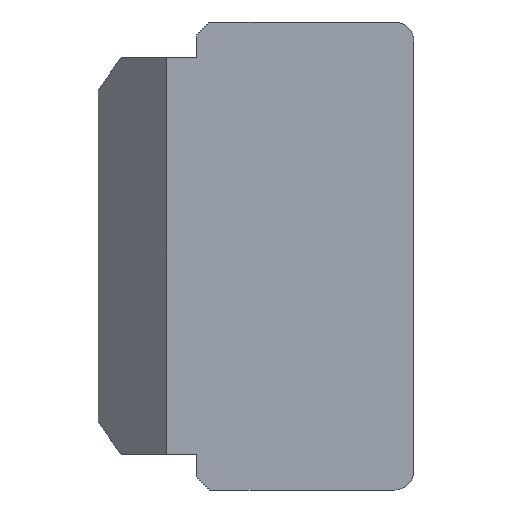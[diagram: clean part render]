
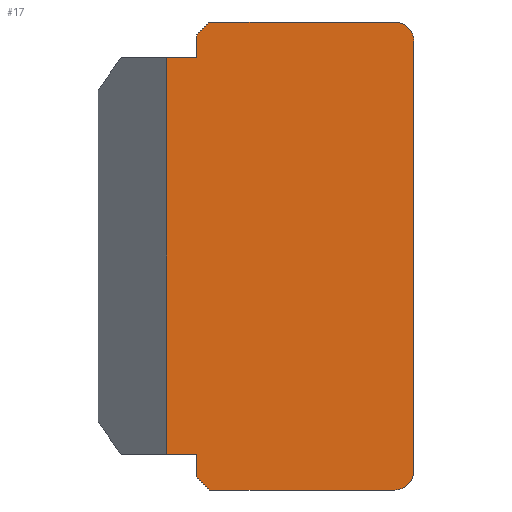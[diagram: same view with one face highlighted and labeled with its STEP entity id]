
A CAD part, left-side view. The second image highlights one B-rep face of the part: STEP entity #17.
In plain terms, the highlighted planar face has unit normal (-1, 0, 0).
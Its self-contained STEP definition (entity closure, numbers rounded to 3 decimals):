
#17=ADVANCED_FACE('',(#35),#297,.T.);
#35=FACE_OUTER_BOUND('',#53,.T.);
#53=EDGE_LOOP('',(#86,#87,#88,#89,#90,#91,#92,#93,#94,#95,#96,#97));
#86=ORIENTED_EDGE('',*,*,#167,.T.);
#87=ORIENTED_EDGE('',*,*,#183,.T.);
#88=ORIENTED_EDGE('',*,*,#211,.T.);
#89=ORIENTED_EDGE('',*,*,#184,.T.);
#90=ORIENTED_EDGE('',*,*,#178,.F.);
#91=ORIENTED_EDGE('',*,*,#180,.T.);
#92=ORIENTED_EDGE('',*,*,#179,.F.);
#93=ORIENTED_EDGE('',*,*,#181,.T.);
#94=ORIENTED_EDGE('',*,*,#209,.F.);
#95=ORIENTED_EDGE('',*,*,#182,.T.);
#96=ORIENTED_EDGE('',*,*,#168,.T.);
#97=ORIENTED_EDGE('',*,*,#176,.T.);
#167=EDGE_CURVE('',#265,#264,#219,.T.);
#168=EDGE_CURVE('',#267,#266,#220,.T.);
#176=EDGE_CURVE('',#266,#265,#228,.T.);
#178=EDGE_CURVE('',#274,#275,#212,.T.);
#179=EDGE_CURVE('',#276,#277,#213,.T.);
#180=EDGE_CURVE('',#274,#277,#230,.T.);
#181=EDGE_CURVE('',#276,#281,#231,.T.);
#182=EDGE_CURVE('',#280,#267,#232,.T.);
#183=EDGE_CURVE('',#264,#279,#233,.T.);
#184=EDGE_CURVE('',#278,#275,#234,.T.);
#209=EDGE_CURVE('',#280,#281,#257,.T.);
#211=EDGE_CURVE('',#279,#278,#259,.T.);
#212=(
BOUNDED_CURVE()
B_SPLINE_CURVE(2,(#548,#549,#550),.UNSPECIFIED.,.F.,.F.)
B_SPLINE_CURVE_WITH_KNOTS((3,3),(-4.712,0.),.UNSPECIFIED.)
CURVE()
GEOMETRIC_REPRESENTATION_ITEM()
RATIONAL_B_SPLINE_CURVE((1.,0.707,1.))
REPRESENTATION_ITEM('')
);
#213=(
BOUNDED_CURVE()
B_SPLINE_CURVE(2,(#551,#552,#553),.UNSPECIFIED.,.F.,.F.)
B_SPLINE_CURVE_WITH_KNOTS((3,3),(-4.712,0.),.UNSPECIFIED.)
CURVE()
GEOMETRIC_REPRESENTATION_ITEM()
RATIONAL_B_SPLINE_CURVE((1.,0.707,1.))
REPRESENTATION_ITEM('')
);
#219=B_SPLINE_CURVE_WITH_KNOTS('',1,(#526,#527),.UNSPECIFIED.,.F.,.F.,(2,
2),(-71.133,-68.127),.UNSPECIFIED.);
#220=B_SPLINE_CURVE_WITH_KNOTS('',1,(#528,#529),.UNSPECIFIED.,.F.,.F.,(2,
2),(13.161,16.167),.UNSPECIFIED.);
#228=B_SPLINE_CURVE_WITH_KNOTS('',1,(#544,#545),.UNSPECIFIED.,.F.,.F.,(2,
2),(-61.61,-0.61),.UNSPECIFIED.);
#230=B_SPLINE_CURVE_WITH_KNOTS('',1,(#554,#555),.UNSPECIFIED.,.F.,.F.,(2,
2),(-66.,0.),.UNSPECIFIED.);
#231=B_SPLINE_CURVE_WITH_KNOTS('',1,(#556,#557),.UNSPECIFIED.,.F.,.F.,(2,
2),(0.,28.4),.UNSPECIFIED.);
#232=B_SPLINE_CURVE_WITH_KNOTS('',1,(#558,#559),.UNSPECIFIED.,.F.,.F.,(2,
2),(-3.5,0.),.UNSPECIFIED.);
#233=B_SPLINE_CURVE_WITH_KNOTS('',1,(#560,#561),.UNSPECIFIED.,.F.,.F.,(2,
2),(-3.5,0.),.UNSPECIFIED.);
#234=B_SPLINE_CURVE_WITH_KNOTS('',1,(#562,#563),.UNSPECIFIED.,.F.,.F.,(2,
2),(-28.4,0.),.UNSPECIFIED.);
#257=B_SPLINE_CURVE_WITH_KNOTS('',1,(#614,#615),.UNSPECIFIED.,.F.,.F.,(2,
2),(-2.828,0.),.UNSPECIFIED.);
#259=B_SPLINE_CURVE_WITH_KNOTS('',1,(#618,#619),.UNSPECIFIED.,.F.,.F.,(2,
2),(0.,2.828),.UNSPECIFIED.);
#264=VERTEX_POINT('',#492);
#265=VERTEX_POINT('',#493);
#266=VERTEX_POINT('',#494);
#267=VERTEX_POINT('',#495);
#274=VERTEX_POINT('',#502);
#275=VERTEX_POINT('',#503);
#276=VERTEX_POINT('',#504);
#277=VERTEX_POINT('',#505);
#278=VERTEX_POINT('',#506);
#279=VERTEX_POINT('',#507);
#280=VERTEX_POINT('',#508);
#281=VERTEX_POINT('',#509);
#297=PLANE('',#401);
#401=AXIS2_PLACEMENT_3D('',#439,#420,$);
#420=DIRECTION('',(-1.,0.,0.));
#439=CARTESIAN_POINT('',(0.,5.778,-46.2));
#492=CARTESIAN_POINT('',(0.,-4.6,-30.5));
#493=CARTESIAN_POINT('',(0.,0.,-30.5));
#494=CARTESIAN_POINT('',(0.,0.,30.5));
#495=CARTESIAN_POINT('',(0.,-4.6,30.5));
#502=CARTESIAN_POINT('',(0.,-38.,-33.));
#503=CARTESIAN_POINT('',(0.,-35.,-36.));
#504=CARTESIAN_POINT('',(0.,-35.,36.));
#505=CARTESIAN_POINT('',(0.,-38.,33.));
#506=CARTESIAN_POINT('',(0.,-6.6,-36.));
#507=CARTESIAN_POINT('',(0.,-4.6,-34.));
#508=CARTESIAN_POINT('',(0.,-4.6,34.));
#509=CARTESIAN_POINT('',(0.,-6.6,36.));
#526=CARTESIAN_POINT('',(0.,0.,-30.5));
#527=CARTESIAN_POINT('',(0.,-4.6,-30.5));
#528=CARTESIAN_POINT('',(0.,-4.6,30.5));
#529=CARTESIAN_POINT('',(0.,0.,30.5));
#544=CARTESIAN_POINT('',(0.,0.,30.5));
#545=CARTESIAN_POINT('',(0.,0.,-30.5));
#548=CARTESIAN_POINT('',(0.,-38.,-33.));
#549=CARTESIAN_POINT('',(0.,-38.,-36.));
#550=CARTESIAN_POINT('',(0.,-35.,-36.));
#551=CARTESIAN_POINT('',(0.,-35.,36.));
#552=CARTESIAN_POINT('',(0.,-38.,36.));
#553=CARTESIAN_POINT('',(0.,-38.,33.));
#554=CARTESIAN_POINT('',(0.,-38.,-33.));
#555=CARTESIAN_POINT('',(0.,-38.,33.));
#556=CARTESIAN_POINT('',(0.,-35.,36.));
#557=CARTESIAN_POINT('',(0.,-6.6,36.));
#558=CARTESIAN_POINT('',(0.,-4.6,34.));
#559=CARTESIAN_POINT('',(0.,-4.6,30.5));
#560=CARTESIAN_POINT('',(0.,-4.6,-30.5));
#561=CARTESIAN_POINT('',(0.,-4.6,-34.));
#562=CARTESIAN_POINT('',(0.,-6.6,-36.));
#563=CARTESIAN_POINT('',(0.,-35.,-36.));
#614=CARTESIAN_POINT('',(0.,-4.6,34.));
#615=CARTESIAN_POINT('',(0.,-6.6,36.));
#618=CARTESIAN_POINT('',(0.,-4.6,-34.));
#619=CARTESIAN_POINT('',(0.,-6.6,-36.));
